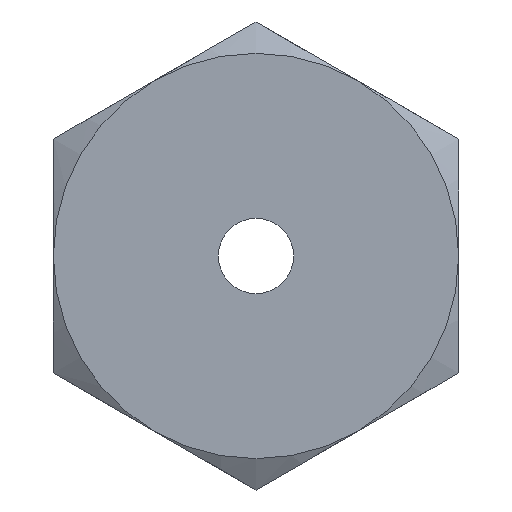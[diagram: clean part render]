
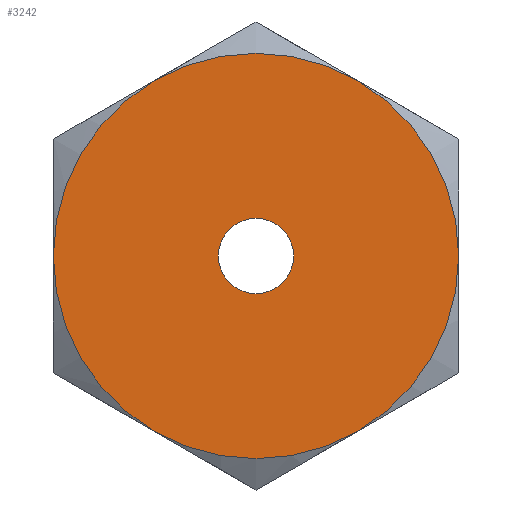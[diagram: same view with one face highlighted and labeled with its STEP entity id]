
A CAD part, left-side view. The second image highlights one B-rep face of the part: STEP entity #3242.
In plain terms, the highlighted planar face has unit normal (-1, 0, 0).
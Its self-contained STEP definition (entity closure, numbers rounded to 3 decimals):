
#1492=CARTESIAN_POINT('',(-2.,1.375,
-2.382));
#1520=CARTESIAN_POINT('',(-2.,2.75,
0.));
#1544=CARTESIAN_POINT('',(-2.,1.375,2.382));
#1570=CARTESIAN_POINT('',(-2.,-1.375,
2.382));
#1596=CARTESIAN_POINT('',(-2.,-2.75,
0.));
#1622=CARTESIAN_POINT('',(-2.,-1.375,
-2.382));
#1637=CARTESIAN_POINT('',(-2.,0.,0.));
#1638=DIRECTION('',(-1.,0.,0.));
#1639=DIRECTION('',(0.,1.,0.));
#1640=AXIS2_PLACEMENT_3D('',#1637,#1638,#1639);
#1642=CARTESIAN_POINT('',(-2.,0.,0.));
#1643=DIRECTION('',(-1.,0.,0.));
#1644=DIRECTION('',(0.,0.5,0.866));
#1645=AXIS2_PLACEMENT_3D('',#1642,#1643,#1644);
#1647=CARTESIAN_POINT('',(-2.,0.,0.));
#1648=DIRECTION('',(-1.,0.,0.));
#1649=DIRECTION('',(0.,-0.5,0.866));
#1650=AXIS2_PLACEMENT_3D('',#1647,#1648,#1649);
#1652=CARTESIAN_POINT('',(-2.,0.,0.));
#1653=DIRECTION('',(-1.,0.,0.));
#1654=DIRECTION('',(0.,-1.,0.));
#1655=AXIS2_PLACEMENT_3D('',#1652,#1653,#1654);
#1657=CARTESIAN_POINT('',(-2.,0.,0.));
#1658=DIRECTION('',(-1.,0.,0.));
#1659=DIRECTION('',(0.,-0.5,-0.866));
#1660=AXIS2_PLACEMENT_3D('',#1657,#1658,#1659);
#1662=CARTESIAN_POINT('',(-2.,0.,0.));
#1663=DIRECTION('',(-1.,0.,0.));
#1664=DIRECTION('',(0.,0.5,-0.866));
#1665=AXIS2_PLACEMENT_3D('',#1662,#1663,#1664);
#1667=CARTESIAN_POINT('',(-2.,0.,0.));
#1668=DIRECTION('',(1.,0.,0.));
#1669=DIRECTION('',(0.,-1.,0.));
#1670=AXIS2_PLACEMENT_3D('',#1667,#1668,#1669);
#1672=CARTESIAN_POINT('',(-2.,0.,0.));
#1673=DIRECTION('',(1.,0.,0.));
#1674=DIRECTION('',(0.,1.,0.));
#1675=AXIS2_PLACEMENT_3D('',#1672,#1673,#1674);
#1732=VERTEX_POINT('',#1492);
#1734=VERTEX_POINT('',#1520);
#1737=VERTEX_POINT('',#1544);
#1739=VERTEX_POINT('',#1570);
#1741=VERTEX_POINT('',#1596);
#1742=VERTEX_POINT('',#1622);
#1775=CARTESIAN_POINT('',(-2.,-0.51,0.));
#1776=CARTESIAN_POINT('',(-2.,0.51,0.));
#1777=VERTEX_POINT('',#1775);
#1778=VERTEX_POINT('',#1776);
#3220=CARTESIAN_POINT('',(-2.,0.,0.));
#3221=DIRECTION('',(1.,0.,0.));
#3222=DIRECTION('',(0.,1.,0.));
#3223=AXIS2_PLACEMENT_3D('',#3220,#3221,#3222);
#3224=PLANE('',#3223);
#3225=ORIENTED_EDGE('',*,*,#3191,.F.);
#3227=ORIENTED_EDGE('',*,*,#3226,.F.);
#3229=ORIENTED_EDGE('',*,*,#3228,.F.);
#3231=ORIENTED_EDGE('',*,*,#3230,.F.);
#3232=ORIENTED_EDGE('',*,*,#3215,.F.);
#3233=ORIENTED_EDGE('',*,*,#3202,.F.);
#3234=EDGE_LOOP('',(#3225,#3227,#3229,#3231,#3232,#3233));
#3235=FACE_OUTER_BOUND('',#3234,.F.);
#3237=ORIENTED_EDGE('',*,*,#3236,.F.);
#3239=ORIENTED_EDGE('',*,*,#3238,.F.);
#3240=EDGE_LOOP('',(#3237,#3239));
#3241=FACE_BOUND('',#3240,.F.);
#1641=CIRCLE('',#1640,2.75);
#1646=CIRCLE('',#1645,2.75);
#1651=CIRCLE('',#1650,2.75);
#1656=CIRCLE('',#1655,2.75);
#1661=CIRCLE('',#1660,2.75);
#1666=CIRCLE('',#1665,2.75);
#1671=CIRCLE('',#1670,0.51);
#1676=CIRCLE('',#1675,0.51);
#3191=EDGE_CURVE('',#1734,#1732,#1641,.T.);
#3202=EDGE_CURVE('',#1732,#1742,#1666,.T.);
#3215=EDGE_CURVE('',#1742,#1741,#1661,.T.);
#3226=EDGE_CURVE('',#1737,#1734,#1646,.T.);
#3228=EDGE_CURVE('',#1739,#1737,#1651,.T.);
#3230=EDGE_CURVE('',#1741,#1739,#1656,.T.);
#3236=EDGE_CURVE('',#1777,#1778,#1671,.T.);
#3238=EDGE_CURVE('',#1778,#1777,#1676,.T.);
#3242=ADVANCED_FACE('',(#3235,#3241),#3224,.F.);
